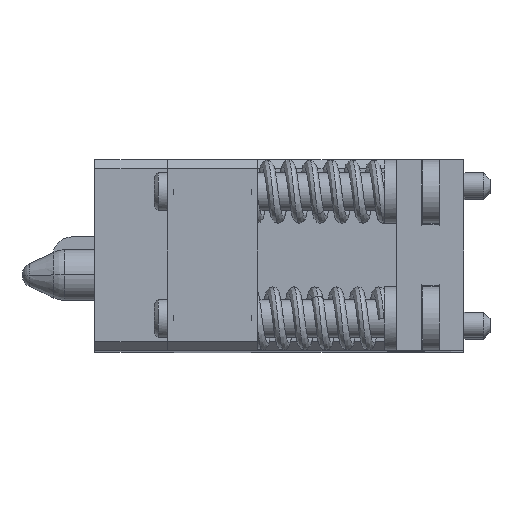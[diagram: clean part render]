
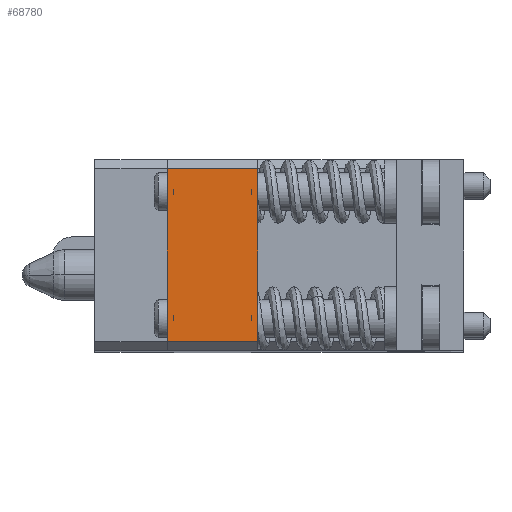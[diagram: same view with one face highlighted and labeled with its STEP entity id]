
A CAD part, top view. The second image highlights one B-rep face of the part: STEP entity #68780.
In plain terms, the highlighted planar face has unit normal (0, 0, 1).
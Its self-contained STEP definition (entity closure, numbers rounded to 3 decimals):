
#2808=DIRECTION('',(-1.,0.,0.));
#2809=VECTOR('',#2808,7.128);
#2810=CARTESIAN_POINT('',(-1.186,6.815,43.964));
#2811=LINE('',#2810,#2809);
#2812=DIRECTION('',(0.,-1.,0.));
#2813=VECTOR('',#2812,13.63);
#2814=CARTESIAN_POINT('',(-1.186,6.815,43.964));
#2815=LINE('',#2814,#2813);
#2816=DIRECTION('',(1.,0.,0.));
#2817=VECTOR('',#2816,7.128);
#2818=CARTESIAN_POINT('',(-8.314,-6.815,43.964));
#2819=LINE('',#2818,#2817);
#2820=DIRECTION('',(0.,1.,0.));
#2821=VECTOR('',#2820,13.63);
#2822=CARTESIAN_POINT('',(-8.314,-6.815,43.964));
#2823=LINE('',#2822,#2821);
#54437=CARTESIAN_POINT('',(-8.314,6.815,43.964));
#54439=VERTEX_POINT('',#54437);
#54443=CARTESIAN_POINT('',(-1.186,6.815,43.964));
#54444=VERTEX_POINT('',#54443);
#54445=CARTESIAN_POINT('',(-1.186,-6.815,43.964));
#54447=VERTEX_POINT('',#54445);
#54451=CARTESIAN_POINT('',(-8.314,-6.815,43.964));
#54452=VERTEX_POINT('',#54451);
#68769=CARTESIAN_POINT('',(13.99,0.,43.964));
#68770=DIRECTION('',(0.,0.,-1.));
#68771=DIRECTION('',(0.,1.,0.));
#68772=AXIS2_PLACEMENT_3D('',#68769,#68770,#68771);
#68773=PLANE('',#68772);
#68774=ORIENTED_EDGE('',*,*,#68764,.F.);
#68775=ORIENTED_EDGE('',*,*,#67905,.T.);
#68776=ORIENTED_EDGE('',*,*,#67882,.F.);
#68777=ORIENTED_EDGE('',*,*,#68680,.T.);
#68778=EDGE_LOOP('',(#68774,#68775,#68776,#68777));
#68779=FACE_OUTER_BOUND('',#68778,.F.);
#68780=ADVANCED_FACE('',(#68779),#68773,.F.);
#67882=EDGE_CURVE('',#54452,#54447,#2819,.T.);
#67905=EDGE_CURVE('',#54444,#54447,#2815,.T.);
#68680=EDGE_CURVE('',#54452,#54439,#2823,.T.);
#68764=EDGE_CURVE('',#54444,#54439,#2811,.T.);
